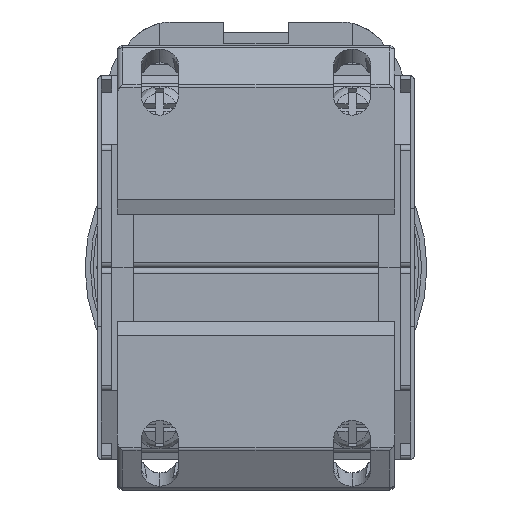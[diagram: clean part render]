
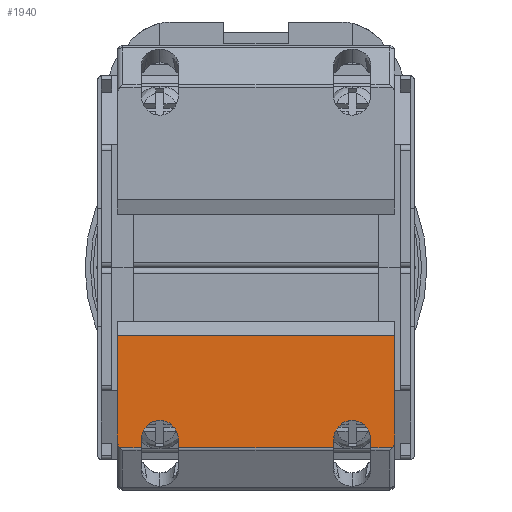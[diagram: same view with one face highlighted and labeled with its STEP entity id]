
A CAD part, front view. The second image highlights one B-rep face of the part: STEP entity #1940.
In plain terms, the highlighted planar face has unit normal (0, -1, 0).
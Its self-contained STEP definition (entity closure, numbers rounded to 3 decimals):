
#19 = CARTESIAN_POINT ( 'NONE',  ( 13., -41.5, -16.039 ) ) ;
#189 = CARTESIAN_POINT ( 'NONE',  ( 10.75, -41.5, -20. ) ) ;
#211 = CARTESIAN_POINT ( 'NONE',  ( 7.25, -41.5, -12.377 ) ) ;
#432 = CARTESIAN_POINT ( 'NONE',  ( -10.75, -41.5, -20. ) ) ;
#539 = CARTESIAN_POINT ( 'NONE',  ( -7.25, -41.5, -16.86 ) ) ;
#962 = VERTEX_POINT ( 'NONE', #6091 ) ;
#1133 = ORIENTED_EDGE ( 'NONE', *, *, #10994, .T. ) ;
#1186 = ORIENTED_EDGE ( 'NONE', *, *, #7318, .T. ) ;
#1832 = LINE ( 'NONE', #8013, #3836 ) ;
#1940 = ADVANCED_FACE ( 'NONE', ( #10988 ), #3985, .F. ) ;
#2131 = DIRECTION ( 'NONE',  ( 0., 0., -1. ) ) ;
#2144 = EDGE_CURVE ( 'NONE', #14052, #10336, #1832, .T. ) ;
#2179 = ORIENTED_EDGE ( 'NONE', *, *, #14134, .F. ) ;
#2283 = EDGE_CURVE ( 'NONE', #14052, #12669, #2430, .T. ) ;
#2430 =( BOUNDED_CURVE ( )  B_SPLINE_CURVE ( 3, ( #4554, #10735, #3185, #4642 ),
 .UNSPECIFIED., .F., .T. ) 
 B_SPLINE_CURVE_WITH_KNOTS ( ( 4, 4 ),
 ( 4.712, 7.854 ),
 .UNSPECIFIED. ) 
 CURVE ( )  GEOMETRIC_REPRESENTATION_ITEM ( )  RATIONAL_B_SPLINE_CURVE ( ( 1., 0.333, 0.333, 1. ) ) 
 REPRESENTATION_ITEM ( '' )  );
#2435 = DIRECTION ( 'NONE',  ( 0., 0., 1. ) ) ;
#2513 = CARTESIAN_POINT ( 'NONE',  ( 13., -41.5, -6.374 ) ) ;
#2778 = VECTOR ( 'NONE', #13069, 1000. ) ;
#2937 = LINE ( 'NONE', #10484, #8015 ) ;
#3092 = CARTESIAN_POINT ( 'NONE',  ( -10.75, -41.5, -16.86 ) ) ;
#3185 = CARTESIAN_POINT ( 'NONE',  ( -10.75, -41.5, -12.377 ) ) ;
#3320 = LINE ( 'NONE', #11836, #5622 ) ;
#3326 = CARTESIAN_POINT ( 'NONE',  ( -12.913, -41.5, -16.681 ) ) ;
#3416 = CARTESIAN_POINT ( 'NONE',  ( 13., -41.5, -16.86 ) ) ;
#3778 = VERTEX_POINT ( 'NONE', #3092 ) ;
#3823 = AXIS2_PLACEMENT_3D ( 'NONE', #6180, #10014, #14684 ) ;
#3836 = VECTOR ( 'NONE', #15405, 1000. ) ;
#3948 = EDGE_CURVE ( 'NONE', #13620, #5053, #12826, .T. ) ;
#3985 = PLANE ( 'NONE',  #3823 ) ;
#4198 = ORIENTED_EDGE ( 'NONE', *, *, #15589, .T. ) ;
#4241 = VERTEX_POINT ( 'NONE', #7013 ) ;
#4243 = VECTOR ( 'NONE', #13099, 1000. ) ;
#4258 = ORIENTED_EDGE ( 'NONE', *, *, #3948, .T. ) ;
#4262 = EDGE_LOOP ( 'NONE', ( #9252, #11807, #2179, #1186, #4198, #1133, #6046, #13595, #15208, #4258, #11839, #10150, #4302, #5949 ) ) ;
#4302 = ORIENTED_EDGE ( 'NONE', *, *, #2283, .F. ) ;
#4554 = CARTESIAN_POINT ( 'NONE',  ( -7.25, -41.5, -16.185 ) ) ;
#4642 = CARTESIAN_POINT ( 'NONE',  ( -10.75, -41.5, -16.185 ) ) ;
#4913 = LINE ( 'NONE', #7317, #14085 ) ;
#4927 = CARTESIAN_POINT ( 'NONE',  ( -12.76, -41.5, -16.86 ) ) ;
#5035 = EDGE_CURVE ( 'NONE', #9352, #13218, #5654, .T. ) ;
#5053 = VERTEX_POINT ( 'NONE', #4927 ) ;
#5107 = DIRECTION ( 'NONE',  ( 0., 0., -1. ) ) ;
#5344 = DIRECTION ( 'NONE',  ( 0., 0., 1. ) ) ;
#5390 =( BOUNDED_CURVE ( )  B_SPLINE_CURVE ( 3, ( #6333, #13715, #211, #11064 ),
 .UNSPECIFIED., .F., .T. ) 
 B_SPLINE_CURVE_WITH_KNOTS ( ( 4, 4 ),
 ( 4.712, 7.854 ),
 .UNSPECIFIED. ) 
 CURVE ( )  GEOMETRIC_REPRESENTATION_ITEM ( )  RATIONAL_B_SPLINE_CURVE ( ( 1., 0.333, 0.333, 1. ) ) 
 REPRESENTATION_ITEM ( '' )  );
#5442 = DIRECTION ( 'NONE',  ( -1., 0., 0. ) ) ;
#5450 = VECTOR ( 'NONE', #2435, 1000. ) ;
#5622 = VECTOR ( 'NONE', #2131, 1000. ) ;
#5633 = CARTESIAN_POINT ( 'NONE',  ( 7.25, -41.5, -6.374 ) ) ;
#5654 = LINE ( 'NONE', #2513, #5450 ) ;
#5778 = CARTESIAN_POINT ( 'NONE',  ( 13., -41.5, -16.86 ) ) ;
#5900 = EDGE_CURVE ( 'NONE', #13218, #9859, #2937, .T. ) ;
#5949 = ORIENTED_EDGE ( 'NONE', *, *, #2144, .T. ) ;
#6046 = ORIENTED_EDGE ( 'NONE', *, *, #5035, .T. ) ;
#6091 = CARTESIAN_POINT ( 'NONE',  ( 7.25, -41.5, -16.185 ) ) ;
#6180 = CARTESIAN_POINT ( 'NONE',  ( 13., -41.5, -6.374 ) ) ;
#6315 = LINE ( 'NONE', #189, #8314 ) ;
#6333 = CARTESIAN_POINT ( 'NONE',  ( 10.75, -41.5, -16.185 ) ) ;
#7013 = CARTESIAN_POINT ( 'NONE',  ( 10.75, -41.5, -16.185 ) ) ;
#7257 = CARTESIAN_POINT ( 'NONE',  ( 13., -41.5, -16.382 ) ) ;
#7317 = CARTESIAN_POINT ( 'NONE',  ( 13., -41.5, -16.86 ) ) ;
#7318 = EDGE_CURVE ( 'NONE', #4241, #9300, #6315, .T. ) ;
#8013 = CARTESIAN_POINT ( 'NONE',  ( -7.25, -41.5, -6.374 ) ) ;
#8015 = VECTOR ( 'NONE', #5442, 1000. ) ;
#8031 = LINE ( 'NONE', #5778, #12797 ) ;
#8074 = CARTESIAN_POINT ( 'NONE',  ( -13., -41.5, -16.039 ) ) ;
#8117 = EDGE_CURVE ( 'NONE', #3778, #12669, #11603, .T. ) ;
#8167 = LINE ( 'NONE', #3416, #2778 ) ;
#8201 = LINE ( 'NONE', #5633, #4243 ) ;
#8262 = CARTESIAN_POINT ( 'NONE',  ( 7.25, -41.5, -16.86 ) ) ;
#8314 = VECTOR ( 'NONE', #5107, 1000. ) ;
#8689 = CARTESIAN_POINT ( 'NONE',  ( 12.913, -41.5, -16.681 ) ) ;
#9252 = ORIENTED_EDGE ( 'NONE', *, *, #15085, .T. ) ;
#9300 = VERTEX_POINT ( 'NONE', #14424 ) ;
#9352 = VERTEX_POINT ( 'NONE', #19 ) ;
#9461 = DIRECTION ( 'NONE',  ( 1., 0., 0. ) ) ;
#9665 = CARTESIAN_POINT ( 'NONE',  ( -12.76, -41.5, -16.86 ) ) ;
#9859 = VERTEX_POINT ( 'NONE', #15024 ) ;
#9889 = CARTESIAN_POINT ( 'NONE',  ( 12.76, -41.5, -16.86 ) ) ;
#9967 = EDGE_CURVE ( 'NONE', #13018, #962, #8201, .T. ) ;
#10014 = DIRECTION ( 'NONE',  ( 0., 1., 0. ) ) ;
#10150 = ORIENTED_EDGE ( 'NONE', *, *, #8117, .T. ) ;
#10302 = CARTESIAN_POINT ( 'NONE',  ( -13., -41.5, -16.039 ) ) ;
#10336 = VERTEX_POINT ( 'NONE', #539 ) ;
#10484 = CARTESIAN_POINT ( 'NONE',  ( 13., -41.5, -6.374 ) ) ;
#10551 = VERTEX_POINT ( 'NONE', #13689 ) ;
#10735 = CARTESIAN_POINT ( 'NONE',  ( -7.25, -41.5, -12.377 ) ) ;
#10988 = FACE_OUTER_BOUND ( 'NONE', #4262, .T. ) ;
#10994 = EDGE_CURVE ( 'NONE', #10551, #9352, #12312, .T. ) ;
#11064 = CARTESIAN_POINT ( 'NONE',  ( 7.25, -41.5, -16.185 ) ) ;
#11381 = VECTOR ( 'NONE', #5344, 1000. ) ;
#11603 = LINE ( 'NONE', #432, #11381 ) ;
#11807 = ORIENTED_EDGE ( 'NONE', *, *, #9967, .T. ) ;
#11836 = CARTESIAN_POINT ( 'NONE',  ( -13., -41.5, -6.374 ) ) ;
#11839 = ORIENTED_EDGE ( 'NONE', *, *, #14796, .T. ) ;
#12147 = CARTESIAN_POINT ( 'NONE',  ( 13., -41.5, -16.039 ) ) ;
#12312 =( BOUNDED_CURVE ( )  B_SPLINE_CURVE ( 3, ( #9889, #8689, #7257, #12147 ),
 .UNSPECIFIED., .F., .T. ) 
 B_SPLINE_CURVE_WITH_KNOTS ( ( 4, 4 ),
 ( 0.547, 1.571 ),
 .UNSPECIFIED. ) 
 CURVE ( )  GEOMETRIC_REPRESENTATION_ITEM ( )  RATIONAL_B_SPLINE_CURVE ( ( 1., 0.915, 0.915, 1. ) ) 
 REPRESENTATION_ITEM ( '' )  );
#12669 = VERTEX_POINT ( 'NONE', #14854 ) ;
#12797 = VECTOR ( 'NONE', #9461, 1000. ) ;
#12826 =( BOUNDED_CURVE ( )  B_SPLINE_CURVE ( 3, ( #8074, #15781, #3326, #9665 ),
 .UNSPECIFIED., .F., .T. ) 
 B_SPLINE_CURVE_WITH_KNOTS ( ( 4, 4 ),
 ( 1.571, 2.594 ),
 .UNSPECIFIED. ) 
 CURVE ( )  GEOMETRIC_REPRESENTATION_ITEM ( )  RATIONAL_B_SPLINE_CURVE ( ( 1., 0.915, 0.915, 1. ) ) 
 REPRESENTATION_ITEM ( '' )  );
#13018 = VERTEX_POINT ( 'NONE', #8262 ) ;
#13069 = DIRECTION ( 'NONE',  ( 1., 0., 0. ) ) ;
#13099 = DIRECTION ( 'NONE',  ( 0., 0., 1. ) ) ;
#13218 = VERTEX_POINT ( 'NONE', #13945 ) ;
#13595 = ORIENTED_EDGE ( 'NONE', *, *, #5900, .T. ) ;
#13620 = VERTEX_POINT ( 'NONE', #10302 ) ;
#13689 = CARTESIAN_POINT ( 'NONE',  ( 12.76, -41.5, -16.86 ) ) ;
#13715 = CARTESIAN_POINT ( 'NONE',  ( 10.75, -41.5, -12.377 ) ) ;
#13945 = CARTESIAN_POINT ( 'NONE',  ( 13., -41.5, -6.374 ) ) ;
#14052 = VERTEX_POINT ( 'NONE', #14604 ) ;
#14085 = VECTOR ( 'NONE', #14705, 1000. ) ;
#14134 = EDGE_CURVE ( 'NONE', #4241, #962, #5390, .T. ) ;
#14424 = CARTESIAN_POINT ( 'NONE',  ( 10.75, -41.5, -16.86 ) ) ;
#14604 = CARTESIAN_POINT ( 'NONE',  ( -7.25, -41.5, -16.185 ) ) ;
#14684 = DIRECTION ( 'NONE',  ( 0., 0., -1. ) ) ;
#14705 = DIRECTION ( 'NONE',  ( 1., 0., 0. ) ) ;
#14796 = EDGE_CURVE ( 'NONE', #5053, #3778, #8031, .T. ) ;
#14854 = CARTESIAN_POINT ( 'NONE',  ( -10.75, -41.5, -16.185 ) ) ;
#15024 = CARTESIAN_POINT ( 'NONE',  ( -13., -41.5, -6.374 ) ) ;
#15085 = EDGE_CURVE ( 'NONE', #10336, #13018, #8167, .T. ) ;
#15208 = ORIENTED_EDGE ( 'NONE', *, *, #15521, .T. ) ;
#15405 = DIRECTION ( 'NONE',  ( 0., 0., -1. ) ) ;
#15521 = EDGE_CURVE ( 'NONE', #9859, #13620, #3320, .T. ) ;
#15589 = EDGE_CURVE ( 'NONE', #9300, #10551, #4913, .T. ) ;
#15781 = CARTESIAN_POINT ( 'NONE',  ( -13., -41.5, -16.382 ) ) ;
